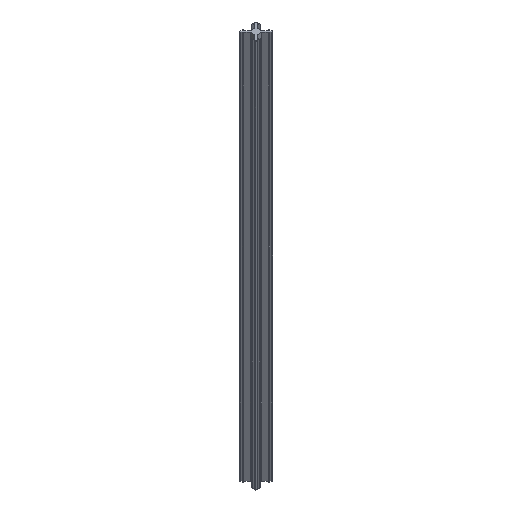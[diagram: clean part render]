
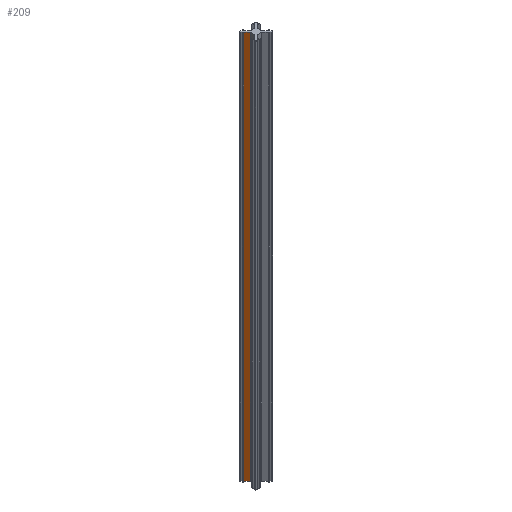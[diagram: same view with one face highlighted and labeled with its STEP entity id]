
A CAD part, isometric view. The second image highlights one B-rep face of the part: STEP entity #209.
In plain terms, the highlighted planar face has unit normal (-0.707, -0.707, 0).
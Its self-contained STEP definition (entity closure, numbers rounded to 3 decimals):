
#16 = PLANE ( 'NONE',  #1798 ) ;
#98 = ORIENTED_EDGE ( 'NONE', *, *, #685, .T. ) ;
#185 = CARTESIAN_POINT ( 'NONE',  ( -3.97, 3.263, 114.3 ) ) ;
#209 = ADVANCED_FACE ( 'NONE', ( #630 ), #16, .F. ) ;
#324 = DIRECTION ( 'NONE',  ( -0.707, 0.707, 0. ) ) ;
#411 = VECTOR ( 'NONE', #1897, 1000. ) ;
#477 = CARTESIAN_POINT ( 'NONE',  ( -3.97, 3.263, 114.3 ) ) ;
#509 = LINE ( 'NONE', #1190, #924 ) ;
#524 = DIRECTION ( 'NONE',  ( 0.707, -0.707, 0. ) ) ;
#546 = VERTEX_POINT ( 'NONE', #1999 ) ;
#585 = ORIENTED_EDGE ( 'NONE', *, *, #1605, .F. ) ;
#592 = ORIENTED_EDGE ( 'NONE', *, *, #1143, .T. ) ;
#610 = DIRECTION ( 'NONE',  ( 0.707, 0.707, 0. ) ) ;
#616 = VERTEX_POINT ( 'NONE', #1555 ) ;
#628 = LINE ( 'NONE', #185, #411 ) ;
#630 = FACE_OUTER_BOUND ( 'NONE', #1713, .T. ) ;
#685 = EDGE_CURVE ( 'NONE', #1181, #1237, #628, .T. ) ;
#830 = LINE ( 'NONE', #962, #978 ) ;
#924 = VECTOR ( 'NONE', #1036, 1000. ) ;
#962 = CARTESIAN_POINT ( 'NONE',  ( -3.97, 3.263, 114.3 ) ) ;
#978 = VECTOR ( 'NONE', #1438, 1000. ) ;
#998 = LINE ( 'NONE', #1955, #1576 ) ;
#1008 = CARTESIAN_POINT ( 'NONE',  ( -3.97, 3.263, 114.3 ) ) ;
#1036 = DIRECTION ( 'NONE',  ( 0., 0., -1. ) ) ;
#1143 = EDGE_CURVE ( 'NONE', #1237, #616, #998, .T. ) ;
#1181 = VERTEX_POINT ( 'NONE', #1008 ) ;
#1190 = CARTESIAN_POINT ( 'NONE',  ( -2., 1.293, 114.3 ) ) ;
#1237 = VERTEX_POINT ( 'NONE', #1514 ) ;
#1438 = DIRECTION ( 'NONE',  ( 0.707, -0.707, 0. ) ) ;
#1514 = CARTESIAN_POINT ( 'NONE',  ( -3.97, 3.263, -114.3 ) ) ;
#1555 = CARTESIAN_POINT ( 'NONE',  ( -2., 1.293, -114.3 ) ) ;
#1576 = VECTOR ( 'NONE', #524, 1000. ) ;
#1605 = EDGE_CURVE ( 'NONE', #1181, #546, #830, .T. ) ;
#1713 = EDGE_LOOP ( 'NONE', ( #592, #1829, #585, #98 ) ) ;
#1798 = AXIS2_PLACEMENT_3D ( 'NONE', #477, #610, #324 ) ;
#1829 = ORIENTED_EDGE ( 'NONE', *, *, #1872, .F. ) ;
#1872 = EDGE_CURVE ( 'NONE', #546, #616, #509, .T. ) ;
#1897 = DIRECTION ( 'NONE',  ( 0., 0., -1. ) ) ;
#1955 = CARTESIAN_POINT ( 'NONE',  ( -3.97, 3.263, -114.3 ) ) ;
#1999 = CARTESIAN_POINT ( 'NONE',  ( -2., 1.293, 114.3 ) ) ;
